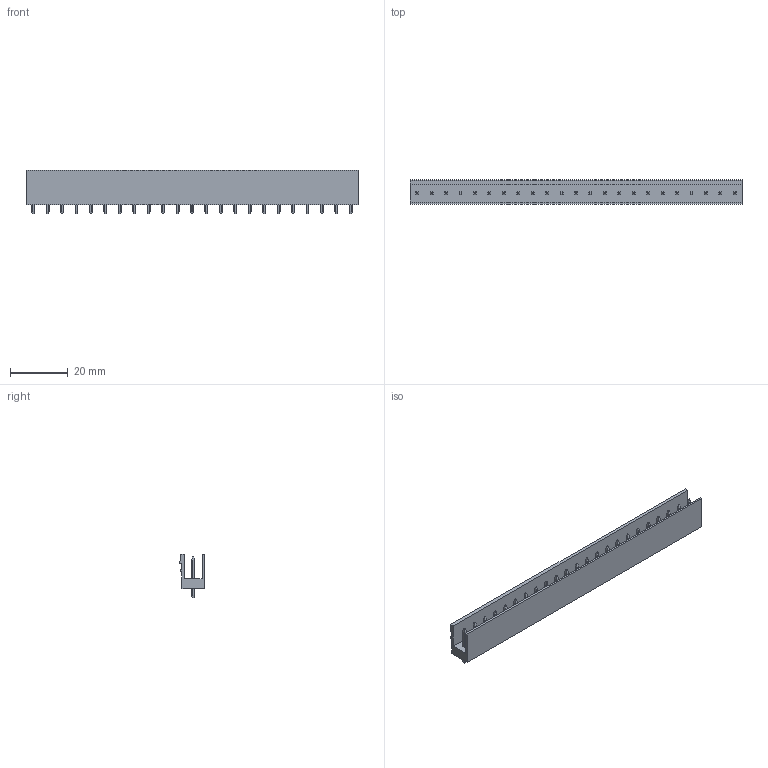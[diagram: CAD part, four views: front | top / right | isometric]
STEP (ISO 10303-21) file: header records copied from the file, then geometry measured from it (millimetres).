
FILE_DESCRIPTION(('CATIA V5 STEP Exchange','CAx-IF Rec.Pracs.--- Model Styling and Organization---1.2---2011-12-15'),'2;1');
FILE_NAME ('D1452957_0_1581530000_1581530000.stp','2018-10-12T07:32:07+00:00',('none'),('Weidmueller'),'CATIA Version 5-6 Release 2014','CATIA V5 STEP AP214','none');
FILE_SCHEMA(('AUTOMOTIVE_DESIGN { 1 0 10303 214 1 1 1 1 }'));
Length unit declared in the file: millimetre
Products named in the file (1): 1581530000
Bounding box: 115 x 8.43 x 15.2 mm (x, y, z)
Volume: 5062.5 mm3; surface area: 8260.1 mm2
Topology: 24 solids, 24 shells, 617 faces, 1707 edges, 1138 vertices
Faces by surface type: plane 431, cylinder 186
Entity records: 18484 total; most frequent: CARTESIAN_POINT 4576, ORIENTED_EDGE 3414, DIRECTION 1947, EDGE_CURVE 1707, VECTOR 1151, LINE 1151, VERTEX_POINT 1138, EDGE_LOOP 663
